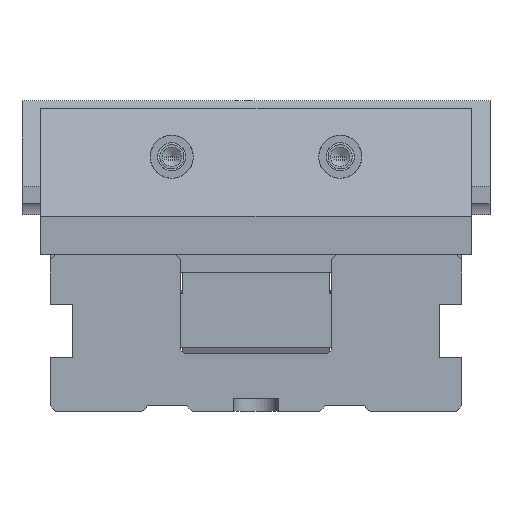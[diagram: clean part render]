
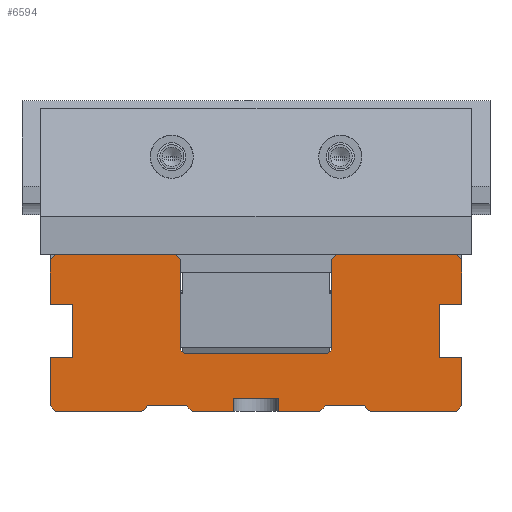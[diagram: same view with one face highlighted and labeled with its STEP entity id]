
A CAD part, front view. The second image highlights one B-rep face of the part: STEP entity #6594.
In plain terms, the highlighted planar face has unit normal (0, -1, 0).
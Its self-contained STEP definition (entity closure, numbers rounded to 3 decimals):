
#3779=PLANE('',#13280);
#4122=FACE_OUTER_BOUND('',#7773,.T.);
#5129=LINE('',#18558,#5966);
#5137=LINE('',#18575,#5974);
#5146=LINE('',#18603,#5983);
#5148=LINE('',#18608,#5985);
#5155=LINE('',#18624,#5992);
#5161=LINE('',#18648,#5998);
#5173=LINE('',#18686,#6010);
#5193=LINE('',#18729,#6030);
#5208=LINE('',#18760,#6045);
#5212=LINE('',#18769,#6049);
#5213=LINE('',#18771,#6050);
#5214=LINE('',#18773,#6051);
#5215=LINE('',#18775,#6052);
#5216=LINE('',#18777,#6053);
#5217=LINE('',#18778,#6054);
#5218=LINE('',#18779,#6055);
#5219=LINE('',#18781,#6056);
#5220=LINE('',#18783,#6057);
#5221=LINE('',#18785,#6058);
#5222=LINE('',#18787,#6059);
#5223=LINE('',#18789,#6060);
#5224=LINE('',#18791,#6061);
#5225=LINE('',#18792,#6062);
#5226=LINE('',#18793,#6063);
#5227=LINE('',#18795,#6064);
#5228=LINE('',#18797,#6065);
#5229=LINE('',#18799,#6066);
#5230=LINE('',#18801,#6067);
#5231=LINE('',#18802,#6068);
#5232=LINE('',#18804,#6069);
#5233=LINE('',#18805,#6070);
#5234=LINE('',#18807,#6071);
#5235=LINE('',#18809,#6072);
#5236=LINE('',#18810,#6073);
#5237=LINE('',#18812,#6074);
#5238=LINE('',#18814,#6075);
#5966=VECTOR('',#15362,1.);
#5974=VECTOR('',#15372,1.);
#5983=VECTOR('',#15393,1.);
#5985=VECTOR('',#15397,1.);
#5992=VECTOR('',#15406,1.);
#5998=VECTOR('',#15426,1.);
#6010=VECTOR('',#15458,1.);
#6030=VECTOR('',#15486,1.);
#6045=VECTOR('',#15513,1.);
#6049=VECTOR('',#15519,1.);
#6050=VECTOR('',#15520,1.);
#6051=VECTOR('',#15521,1.);
#6052=VECTOR('',#15522,1.);
#6053=VECTOR('',#15523,1.);
#6054=VECTOR('',#15524,1.);
#6055=VECTOR('',#15525,1.);
#6056=VECTOR('',#15526,1.);
#6057=VECTOR('',#15527,1.);
#6058=VECTOR('',#15528,1.);
#6059=VECTOR('',#15529,1.);
#6060=VECTOR('',#15530,1.);
#6061=VECTOR('',#15531,1.);
#6062=VECTOR('',#15532,1.);
#6063=VECTOR('',#15533,1.);
#6064=VECTOR('',#15534,1.);
#6065=VECTOR('',#15535,1.);
#6066=VECTOR('',#15536,1.);
#6067=VECTOR('',#15537,1.);
#6068=VECTOR('',#15538,1.);
#6069=VECTOR('',#15539,1.);
#6070=VECTOR('',#15540,1.);
#6071=VECTOR('',#15541,1.);
#6072=VECTOR('',#15542,1.);
#6073=VECTOR('',#15543,1.);
#6074=VECTOR('',#15544,1.);
#6075=VECTOR('',#15545,1.);
#6594=ADVANCED_FACE('',(#4122),#3779,.T.);
#7773=EDGE_LOOP('',(#9871,#9872,#9873,#9874,#9875,#9876,#9877,#9878,#9879,
#9880,#9881,#9882,#9883,#9884,#9885,#9886,#9887,#9888,#9889,#9890,#9891,
#9892,#9893,#9894,#9895,#9896,#9897,#9898,#9899,#9900,#9901,#9902,#9903,
#9904,#9905,#9906));
#9871=ORIENTED_EDGE('',*,*,#12252,.T.);
#9872=ORIENTED_EDGE('',*,*,#12311,.T.);
#9873=ORIENTED_EDGE('',*,*,#12312,.T.);
#9874=ORIENTED_EDGE('',*,*,#12313,.F.);
#9875=ORIENTED_EDGE('',*,*,#12314,.F.);
#9876=ORIENTED_EDGE('',*,*,#12315,.F.);
#9877=ORIENTED_EDGE('',*,*,#12270,.T.);
#9878=ORIENTED_EDGE('',*,*,#12316,.T.);
#9879=ORIENTED_EDGE('',*,*,#12307,.T.);
#9880=ORIENTED_EDGE('',*,*,#12317,.T.);
#9881=ORIENTED_EDGE('',*,*,#12318,.F.);
#9882=ORIENTED_EDGE('',*,*,#12319,.T.);
#9883=ORIENTED_EDGE('',*,*,#12320,.F.);
#9884=ORIENTED_EDGE('',*,*,#12321,.T.);
#9885=ORIENTED_EDGE('',*,*,#12322,.T.);
#9886=ORIENTED_EDGE('',*,*,#12323,.T.);
#9887=ORIENTED_EDGE('',*,*,#12291,.T.);
#9888=ORIENTED_EDGE('',*,*,#12324,.T.);
#9889=ORIENTED_EDGE('',*,*,#12210,.F.);
#9890=ORIENTED_EDGE('',*,*,#12325,.F.);
#9891=ORIENTED_EDGE('',*,*,#12326,.F.);
#9892=ORIENTED_EDGE('',*,*,#12327,.F.);
#9893=ORIENTED_EDGE('',*,*,#12328,.F.);
#9894=ORIENTED_EDGE('',*,*,#12329,.T.);
#9895=ORIENTED_EDGE('',*,*,#12218,.T.);
#9896=ORIENTED_EDGE('',*,*,#12231,.T.);
#9897=ORIENTED_EDGE('',*,*,#12330,.F.);
#9898=ORIENTED_EDGE('',*,*,#12331,.T.);
#9899=ORIENTED_EDGE('',*,*,#12233,.T.);
#9900=ORIENTED_EDGE('',*,*,#12332,.F.);
#9901=ORIENTED_EDGE('',*,*,#12333,.F.);
#9902=ORIENTED_EDGE('',*,*,#12334,.F.);
#9903=ORIENTED_EDGE('',*,*,#12241,.T.);
#9904=ORIENTED_EDGE('',*,*,#12335,.T.);
#9905=ORIENTED_EDGE('',*,*,#12336,.F.);
#9906=ORIENTED_EDGE('',*,*,#12337,.T.);
#11066=VERTEX_POINT('',#18559);
#11067=VERTEX_POINT('',#18560);
#11074=VERTEX_POINT('',#18576);
#11075=VERTEX_POINT('',#18577);
#11086=VERTEX_POINT('',#18602);
#11088=VERTEX_POINT('',#18607);
#11089=VERTEX_POINT('',#18609);
#11096=VERTEX_POINT('',#18623);
#11097=VERTEX_POINT('',#18625);
#11107=VERTEX_POINT('',#18647);
#11108=VERTEX_POINT('',#18649);
#11123=VERTEX_POINT('',#18685);
#11124=VERTEX_POINT('',#18687);
#11142=VERTEX_POINT('',#18728);
#11143=VERTEX_POINT('',#18730);
#11153=VERTEX_POINT('',#18761);
#11154=VERTEX_POINT('',#18762);
#11157=VERTEX_POINT('',#18770);
#11158=VERTEX_POINT('',#18772);
#11159=VERTEX_POINT('',#18774);
#11160=VERTEX_POINT('',#18776);
#11161=VERTEX_POINT('',#18780);
#11162=VERTEX_POINT('',#18782);
#11163=VERTEX_POINT('',#18784);
#11164=VERTEX_POINT('',#18786);
#11165=VERTEX_POINT('',#18788);
#11166=VERTEX_POINT('',#18790);
#11167=VERTEX_POINT('',#18794);
#11168=VERTEX_POINT('',#18796);
#11169=VERTEX_POINT('',#18798);
#11170=VERTEX_POINT('',#18800);
#11171=VERTEX_POINT('',#18803);
#11172=VERTEX_POINT('',#18806);
#11173=VERTEX_POINT('',#18808);
#11174=VERTEX_POINT('',#18811);
#11175=VERTEX_POINT('',#18813);
#12210=EDGE_CURVE('',#11066,#11067,#5129,.T.);
#12218=EDGE_CURVE('',#11074,#11075,#5137,.T.);
#12231=EDGE_CURVE('',#11075,#11086,#5146,.T.);
#12233=EDGE_CURVE('',#11089,#11088,#5148,.T.);
#12241=EDGE_CURVE('',#11097,#11096,#5155,.T.);
#12252=EDGE_CURVE('',#11108,#11107,#5161,.T.);
#12270=EDGE_CURVE('',#11124,#11123,#5173,.T.);
#12291=EDGE_CURVE('',#11143,#11142,#5193,.T.);
#12307=EDGE_CURVE('',#11153,#11154,#5208,.T.);
#12311=EDGE_CURVE('',#11107,#11157,#5212,.T.);
#12312=EDGE_CURVE('',#11157,#11158,#5213,.T.);
#12313=EDGE_CURVE('',#11159,#11158,#5214,.T.);
#12314=EDGE_CURVE('',#11160,#11159,#5215,.T.);
#12315=EDGE_CURVE('',#11124,#11160,#5216,.T.);
#12316=EDGE_CURVE('',#11123,#11153,#5217,.T.);
#12317=EDGE_CURVE('',#11154,#11161,#5218,.T.);
#12318=EDGE_CURVE('',#11162,#11161,#5219,.T.);
#12319=EDGE_CURVE('',#11162,#11163,#5220,.T.);
#12320=EDGE_CURVE('',#11164,#11163,#5221,.T.);
#12321=EDGE_CURVE('',#11164,#11165,#5222,.T.);
#12322=EDGE_CURVE('',#11165,#11166,#5223,.T.);
#12323=EDGE_CURVE('',#11166,#11143,#5224,.T.);
#12324=EDGE_CURVE('',#11142,#11067,#5225,.T.);
#12325=EDGE_CURVE('',#11167,#11066,#5226,.T.);
#12326=EDGE_CURVE('',#11168,#11167,#5227,.T.);
#12327=EDGE_CURVE('',#11169,#11168,#5228,.T.);
#12328=EDGE_CURVE('',#11170,#11169,#5229,.T.);
#12329=EDGE_CURVE('',#11170,#11074,#5230,.T.);
#12330=EDGE_CURVE('',#11171,#11086,#5231,.T.);
#12331=EDGE_CURVE('',#11171,#11089,#5232,.T.);
#12332=EDGE_CURVE('',#11172,#11088,#5233,.T.);
#12333=EDGE_CURVE('',#11173,#11172,#5234,.T.);
#12334=EDGE_CURVE('',#11097,#11173,#5235,.T.);
#12335=EDGE_CURVE('',#11096,#11174,#5236,.T.);
#12336=EDGE_CURVE('',#11175,#11174,#5237,.T.);
#12337=EDGE_CURVE('',#11175,#11108,#5238,.T.);
#13280=AXIS2_PLACEMENT_3D('',#18815,#15546,#15547);
#15362=DIRECTION('',(0.,0.,1.));
#15372=DIRECTION('',(1.,0.,0.));
#15393=DIRECTION('',(0.707,0.,0.707));
#15397=DIRECTION('',(1.,0.,0.));
#15406=DIRECTION('',(1.,0.,0.));
#15426=DIRECTION('',(1.,0.,0.));
#15458=DIRECTION('',(0.,0.,1.));
#15486=DIRECTION('',(-1.,0.,0.));
#15513=DIRECTION('',(-1.,0.,0.));
#15519=DIRECTION('',(0.707,0.,0.707));
#15520=DIRECTION('',(0.,0.,1.));
#15521=DIRECTION('',(1.,0.,0.));
#15522=DIRECTION('',(0.,0.,-1.));
#15523=DIRECTION('',(-1.,0.,0.));
#15524=DIRECTION('',(-0.707,0.,0.707));
#15525=DIRECTION('',(-0.707,0.,-0.707));
#15526=DIRECTION('',(0.,0.,1.));
#15527=DIRECTION('',(-0.707,0.,-0.707));
#15528=DIRECTION('',(1.,0.,0.));
#15529=DIRECTION('',(-0.707,0.,0.707));
#15530=DIRECTION('',(0.,0.,1.));
#15531=DIRECTION('',(-0.707,0.,0.707));
#15532=DIRECTION('',(-0.707,0.,-0.707));
#15533=DIRECTION('',(-1.,0.,0.));
#15534=DIRECTION('',(0.,0.,1.));
#15535=DIRECTION('',(1.,0.,0.));
#15536=DIRECTION('',(0.,0.,1.));
#15537=DIRECTION('',(0.707,0.,-0.707));
#15538=DIRECTION('',(-1.,0.,0.));
#15539=DIRECTION('',(0.707,0.,-0.707));
#15540=DIRECTION('',(0.,0.,-1.));
#15541=DIRECTION('',(-1.,0.,0.));
#15542=DIRECTION('',(0.,0.,1.));
#15543=DIRECTION('',(0.707,0.,0.707));
#15544=DIRECTION('',(-1.,0.,0.));
#15545=DIRECTION('',(0.707,0.,-0.707));
#15546=DIRECTION('',(0.,-1.,0.));
#15547=DIRECTION('',(0.,0.,-1.));
#18558=CARTESIAN_POINT('',(0.,0.,0.));
#18559=CARTESIAN_POINT('',(0.,0.,28.5));
#18560=CARTESIAN_POINT('',(0.,0.,40.5));
#18575=CARTESIAN_POINT('',(55.,0.,0.));
#18576=CARTESIAN_POINT('',(1.5,0.,0.));
#18577=CARTESIAN_POINT('',(24.5,0.,0.));
#18602=CARTESIAN_POINT('',(26.,0.,1.5));
#18603=CARTESIAN_POINT('',(39.75,0.,15.25));
#18607=CARTESIAN_POINT('',(49.,0.,0.));
#18608=CARTESIAN_POINT('',(55.,0.,0.));
#18609=CARTESIAN_POINT('',(38.,0.,0.));
#18623=CARTESIAN_POINT('',(72.,0.,0.));
#18624=CARTESIAN_POINT('',(55.,0.,0.));
#18625=CARTESIAN_POINT('',(61.,0.,0.));
#18647=CARTESIAN_POINT('',(108.5,0.,0.));
#18648=CARTESIAN_POINT('',(55.,0.,0.));
#18649=CARTESIAN_POINT('',(85.5,0.,0.));
#18685=CARTESIAN_POINT('',(110.,0.,40.5));
#18686=CARTESIAN_POINT('',(110.,0.,0.));
#18687=CARTESIAN_POINT('',(110.,0.,28.5));
#18728=CARTESIAN_POINT('',(1.5,0.,42.));
#18729=CARTESIAN_POINT('',(55.,0.,42.));
#18730=CARTESIAN_POINT('',(33.35,0.,42.));
#18760=CARTESIAN_POINT('',(55.,0.,42.));
#18761=CARTESIAN_POINT('',(108.5,0.,42.));
#18762=CARTESIAN_POINT('',(76.65,0.,42.));
#18769=CARTESIAN_POINT('',(81.75,0.,-26.75));
#18770=CARTESIAN_POINT('',(110.,0.,1.5));
#18771=CARTESIAN_POINT('',(110.,0.,0.));
#18772=CARTESIAN_POINT('',(110.,0.,14.5));
#18773=CARTESIAN_POINT('',(55.,0.,14.5));
#18774=CARTESIAN_POINT('',(104.,0.,14.5));
#18775=CARTESIAN_POINT('',(104.,0.,0.));
#18776=CARTESIAN_POINT('',(104.,0.,28.5));
#18777=CARTESIAN_POINT('',(55.,0.,28.5));
#18778=CARTESIAN_POINT('',(102.75,0.,47.75));
#18779=CARTESIAN_POINT('',(44.825,0.,10.175));
#18780=CARTESIAN_POINT('',(75.15,0.,40.5));
#18781=CARTESIAN_POINT('',(75.15,0.,21.));
#18782=CARTESIAN_POINT('',(75.15,0.,16.4));
#18783=CARTESIAN_POINT('',(74.15,0.,15.4));
#18784=CARTESIAN_POINT('',(74.15,0.,15.4));
#18785=CARTESIAN_POINT('',(55.,0.,15.4));
#18786=CARTESIAN_POINT('',(35.85,0.,15.4));
#18787=CARTESIAN_POINT('',(34.85,0.,16.4));
#18788=CARTESIAN_POINT('',(34.85,0.,16.4));
#18789=CARTESIAN_POINT('',(34.85,0.,42.));
#18790=CARTESIAN_POINT('',(34.85,0.,40.5));
#18791=CARTESIAN_POINT('',(65.175,0.,10.175));
#18792=CARTESIAN_POINT('',(7.25,0.,47.75));
#18793=CARTESIAN_POINT('',(55.,0.,28.5));
#18794=CARTESIAN_POINT('',(6.,0.,28.5));
#18795=CARTESIAN_POINT('',(6.,0.,0.));
#18796=CARTESIAN_POINT('',(6.,0.,14.5));
#18797=CARTESIAN_POINT('',(55.,0.,14.5));
#18798=CARTESIAN_POINT('',(0.,0.,14.5));
#18799=CARTESIAN_POINT('',(0.,0.,0.));
#18800=CARTESIAN_POINT('',(0.,0.,1.5));
#18801=CARTESIAN_POINT('',(28.25,0.,-26.75));
#18802=CARTESIAN_POINT('',(55.,0.,1.5));
#18803=CARTESIAN_POINT('',(36.5,0.,1.5));
#18804=CARTESIAN_POINT('',(36.5,0.,1.5));
#18805=CARTESIAN_POINT('',(49.,0.,0.));
#18806=CARTESIAN_POINT('',(49.,0.,3.5));
#18807=CARTESIAN_POINT('',(55.,0.,3.5));
#18808=CARTESIAN_POINT('',(61.,0.,3.5));
#18809=CARTESIAN_POINT('',(61.,0.,0.));
#18810=CARTESIAN_POINT('',(72.,0.,0.));
#18811=CARTESIAN_POINT('',(73.5,0.,1.5));
#18812=CARTESIAN_POINT('',(55.,0.,1.5));
#18813=CARTESIAN_POINT('',(84.,0.,1.5));
#18814=CARTESIAN_POINT('',(70.25,0.,15.25));
#18815=CARTESIAN_POINT('',(55.,0.,0.));
